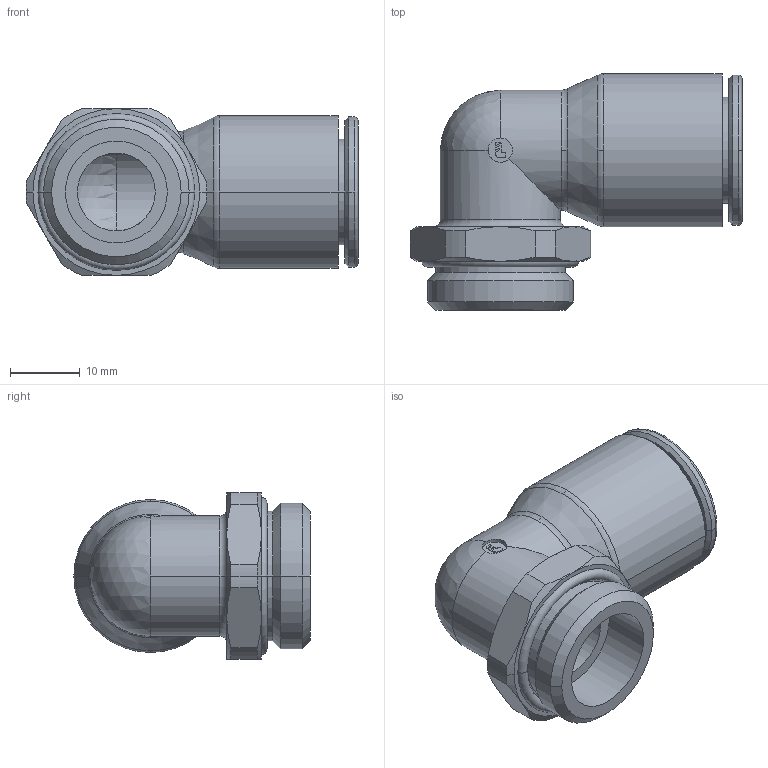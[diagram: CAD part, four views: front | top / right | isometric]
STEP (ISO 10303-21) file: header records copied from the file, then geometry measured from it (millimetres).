
FILE_DESCRIPTION(('STEP AP214'),'1');
FILE_NAME('3199_14_21.stp','2016-07-07T14:54:09',('TraceParts'),('TraceParts S.A.'),'Spatial InterOp 3D',' ',' ');
FILE_SCHEMA(('automotive_design'));
Length unit declared in the file: millimetre
Products named in the file (1): 1
Bounding box: 47.77 x 34 x 24 mm (x, y, z)
Volume: 10144.3 mm3; surface area: 7318 mm2
Topology: 1 solids, 1 shells, 105 faces, 260 edges, 162 vertices
Faces by surface type: cylinder 36, plane 32, cone 24, torus 10, sphere 3
Entity records: 3368 total; most frequent: CARTESIAN_POINT 847, DIRECTION 569, ORIENTED_EDGE 510, EDGE_CURVE 255, AXIS2_PLACEMENT_3D 238, VERTEX_POINT 162, CIRCLE 130, EDGE_LOOP 117
